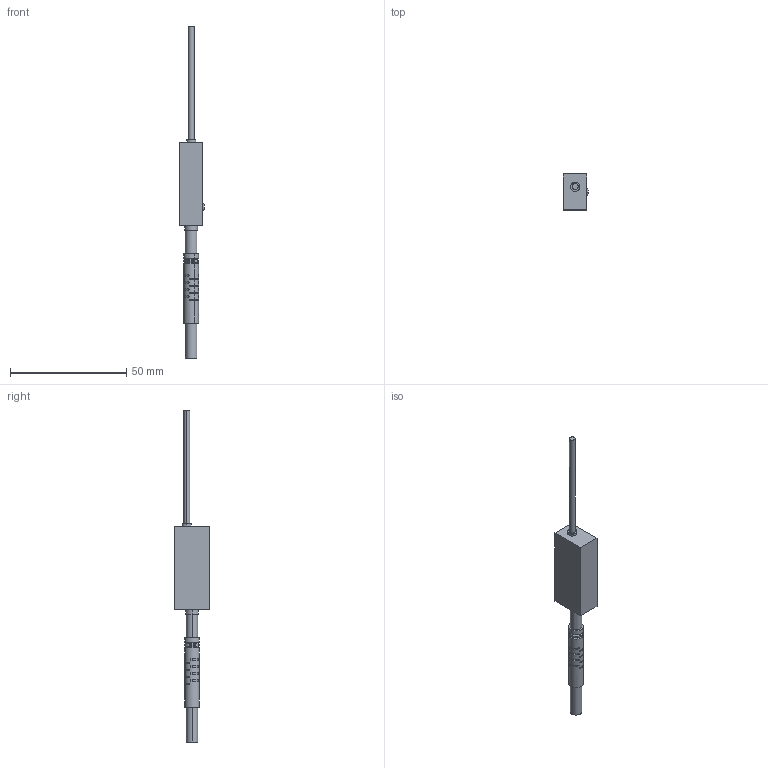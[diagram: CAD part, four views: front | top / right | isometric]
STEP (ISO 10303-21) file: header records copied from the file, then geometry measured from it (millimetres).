
FILE_DESCRIPTION (( 'STEP AP214' ), '1' );
FILE_NAME ('M5-R1122.STEP', '2022-11-22T04:47:27', ( '' ), ( '' ), 'SwSTEP 2.0', 'SolidWorks 2018', '' );
FILE_SCHEMA (( 'AUTOMOTIVE_DESIGN' ));
Length unit declared in the file: millimetre
Products named in the file (3): M5-R1122; 錨璃3^M5-R1122; 葩璃 20221013^M5-R1122
Assembly tree (2 placements, depth 2):
  M5-R1122
    葩璃 20221013^M5-R1122
    錨璃3^M5-R1122
Bounding box: 10.8 x 15.5 x 143 mm (x, y, z)
Volume: 7325.3 mm3; surface area: 4788.6 mm2
Topology: 5 solids, 5 shells, 144 faces, 414 edges, 271 vertices
Faces by surface type: plane 74, cylinder 60, torus 8, bspline 2
Entity records: 5795 total; most frequent: CARTESIAN_POINT 1780, ORIENTED_EDGE 824, DIRECTION 810, EDGE_CURVE 412, AXIS2_PLACEMENT_3D 317, VERTEX_POINT 271, LINE 176, VECTOR 176
